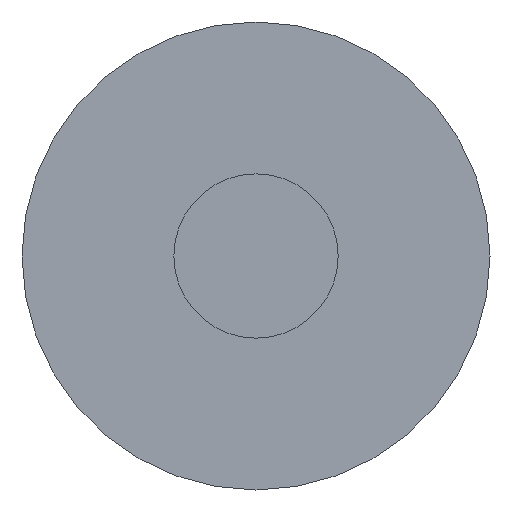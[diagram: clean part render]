
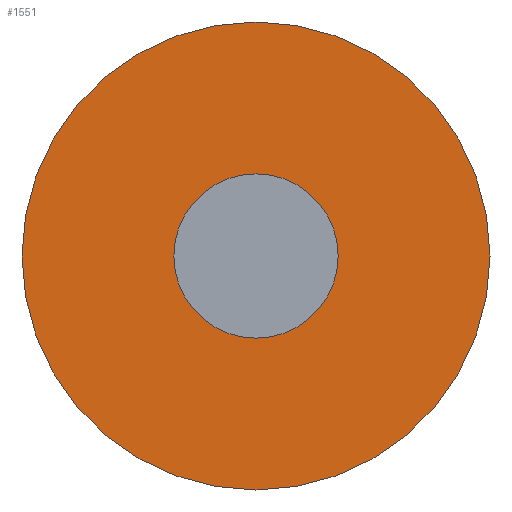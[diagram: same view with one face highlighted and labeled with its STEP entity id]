
A CAD part, left-side view. The second image highlights one B-rep face of the part: STEP entity #1551.
In plain terms, the highlighted planar face has unit normal (-1, 0, 0).
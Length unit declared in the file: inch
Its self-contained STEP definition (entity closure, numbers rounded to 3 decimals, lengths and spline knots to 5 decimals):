
#76 = EDGE_LOOP ( 'NONE', ( #1218, #3400 ) ) ;
#82 = VERTEX_POINT ( 'NONE', #697 ) ;
#285 = DIRECTION ( 'NONE',  ( 1., 0., 0. ) ) ;
#313 = DIRECTION ( 'NONE',  ( 1., 0., 0. ) ) ;
#352 = CARTESIAN_POINT ( 'NONE',  ( 1.25, 2.5, 0. ) ) ;
#421 = EDGE_CURVE ( 'NONE', #672, #82, #1481, .T. ) ;
#444 = EDGE_LOOP ( 'NONE', ( #943, #996 ) ) ;
#468 = AXIS2_PLACEMENT_3D ( 'NONE', #3110, #2609, #2852 ) ;
#598 = FACE_BOUND ( 'NONE', #76, .T. ) ;
#604 = CARTESIAN_POINT ( 'NONE',  ( 1.25, 0., 0. ) ) ;
#614 = PLANE ( 'NONE',  #1954 ) ;
#619 = DIRECTION ( 'NONE',  ( -1., 0., 0. ) ) ;
#672 = VERTEX_POINT ( 'NONE', #1843 ) ;
#691 = CARTESIAN_POINT ( 'NONE',  ( 1.25, 0., 0. ) ) ;
#697 = CARTESIAN_POINT ( 'NONE',  ( 1.25, 0., 2.5 ) ) ;
#729 = DIRECTION ( 'NONE',  ( 1., 0., 0. ) ) ;
#764 = CIRCLE ( 'NONE', #468, 7.125 ) ;
#891 = AXIS2_PLACEMENT_3D ( 'NONE', #1768, #313, #2006 ) ;
#943 = ORIENTED_EDGE ( 'NONE', *, *, #3360, .T. ) ;
#996 = ORIENTED_EDGE ( 'NONE', *, *, #3408, .T. ) ;
#1015 = AXIS2_PLACEMENT_3D ( 'NONE', #691, #729, #2953 ) ;
#1218 = ORIENTED_EDGE ( 'NONE', *, *, #1346, .T. ) ;
#1346 = EDGE_CURVE ( 'NONE', #82, #672, #1775, .T. ) ;
#1481 = CIRCLE ( 'NONE', #1015, 2.5 ) ;
#1551 = ADVANCED_FACE ( 'NONE', ( #598, #2880 ), #614, .F. ) ;
#1566 = CARTESIAN_POINT ( 'NONE',  ( 1.25, 0., 7.125 ) ) ;
#1586 = CIRCLE ( 'NONE', #2335, 7.125 ) ;
#1768 = CARTESIAN_POINT ( 'NONE',  ( 1.25, 0., 0. ) ) ;
#1775 = CIRCLE ( 'NONE', #891, 2.5 ) ;
#1843 = CARTESIAN_POINT ( 'NONE',  ( 1.25, 0., -2.5 ) ) ;
#1954 = AXIS2_PLACEMENT_3D ( 'NONE', #352, #285, #2527 ) ;
#2001 = DIRECTION ( 'NONE',  ( 0., 0., 1. ) ) ;
#2006 = DIRECTION ( 'NONE',  ( 0., 0., -1. ) ) ;
#2045 = CARTESIAN_POINT ( 'NONE',  ( 1.25, 0., -7.125 ) ) ;
#2335 = AXIS2_PLACEMENT_3D ( 'NONE', #604, #619, #2001 ) ;
#2527 = DIRECTION ( 'NONE',  ( 0., 0., -1. ) ) ;
#2609 = DIRECTION ( 'NONE',  ( -1., 0., 0. ) ) ;
#2852 = DIRECTION ( 'NONE',  ( 0., 0., 1. ) ) ;
#2880 = FACE_OUTER_BOUND ( 'NONE', #444, .T. ) ;
#2953 = DIRECTION ( 'NONE',  ( 0., 0., -1. ) ) ;
#3110 = CARTESIAN_POINT ( 'NONE',  ( 1.25, 0., 0. ) ) ;
#3360 = EDGE_CURVE ( 'NONE', #3502, #3633, #1586, .T. ) ;
#3400 = ORIENTED_EDGE ( 'NONE', *, *, #421, .T. ) ;
#3408 = EDGE_CURVE ( 'NONE', #3633, #3502, #764, .T. ) ;
#3502 = VERTEX_POINT ( 'NONE', #1566 ) ;
#3633 = VERTEX_POINT ( 'NONE', #2045 ) ;
